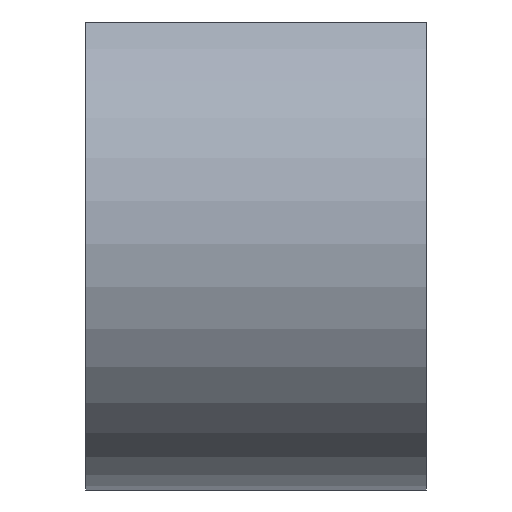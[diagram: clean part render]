
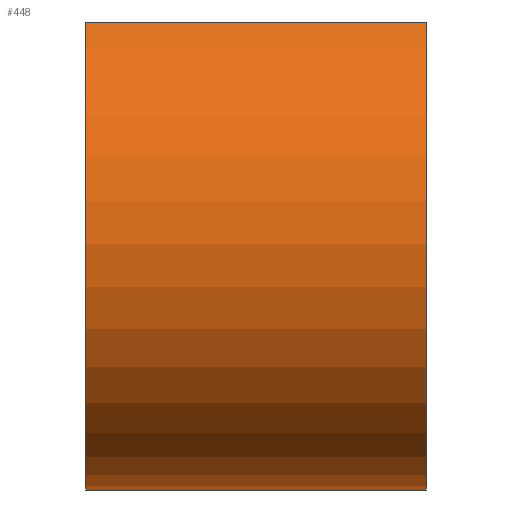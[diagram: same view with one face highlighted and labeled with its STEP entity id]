
A CAD part, top view. The second image highlights one B-rep face of the part: STEP entity #448.
In plain terms, the highlighted cylindrical face has radius 3 mm (diameter 6 mm), a partial arc.
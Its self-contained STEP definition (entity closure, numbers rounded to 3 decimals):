
#51=FACE_OUTER_BOUND('',#78,.T.);
#78=EDGE_LOOP('',(#367,#368,#369,#370));
#91=CIRCLE('',#496,3.);
#92=CIRCLE('',#497,3.);
#144=LINE('',#9593,#160);
#146=LINE('',#9597,#162);
#160=VECTOR('',#558,10.);
#162=VECTOR('',#560,10.);
#202=VERTEX_POINT('',#9591);
#203=VERTEX_POINT('',#9592);
#204=VERTEX_POINT('',#9594);
#205=VERTEX_POINT('',#9596);
#262=EDGE_CURVE('',#202,#203,#144,.T.);
#264=EDGE_CURVE('',#205,#204,#146,.T.);
#266=EDGE_CURVE('',#202,#204,#91,.T.);
#267=EDGE_CURVE('',#205,#203,#92,.T.);
#367=ORIENTED_EDGE('',*,*,#264,.T.);
#368=ORIENTED_EDGE('',*,*,#266,.F.);
#369=ORIENTED_EDGE('',*,*,#262,.T.);
#370=ORIENTED_EDGE('',*,*,#267,.F.);
#406=CYLINDRICAL_SURFACE('',#495,3.);
#448=ADVANCED_FACE('',(#51),#406,.T.);
#495=AXIS2_PLACEMENT_3D('',#9599,#562,#563);
#496=AXIS2_PLACEMENT_3D('',#9600,#564,#565);
#497=AXIS2_PLACEMENT_3D('',#9601,#566,#567);
#558=DIRECTION('',(-1.,0.,0.));
#560=DIRECTION('',(1.,0.,0.));
#562=DIRECTION('center_axis',(1.,0.,0.));
#563=DIRECTION('ref_axis',(0.,-1.,0.));
#564=DIRECTION('center_axis',(1.,0.,0.));
#565=DIRECTION('ref_axis',(0.,1.,0.));
#566=DIRECTION('center_axis',(-1.,0.,0.));
#567=DIRECTION('ref_axis',(0.,1.,0.));
#9591=CARTESIAN_POINT('',(2.,2.75,1.658));
#9592=CARTESIAN_POINT('',(-2.,2.75,1.658));
#9593=CARTESIAN_POINT('',(0.,2.75,1.658));
#9594=CARTESIAN_POINT('',(2.,2.75,-1.658));
#9596=CARTESIAN_POINT('',(-2.,2.75,-1.658));
#9597=CARTESIAN_POINT('',(0.,2.75,-1.658));
#9599=CARTESIAN_POINT('Origin',(0.,0.25,0.));
#9600=CARTESIAN_POINT('Origin',(2.,0.25,0.));
#9601=CARTESIAN_POINT('Origin',(-2.,0.25,0.));
